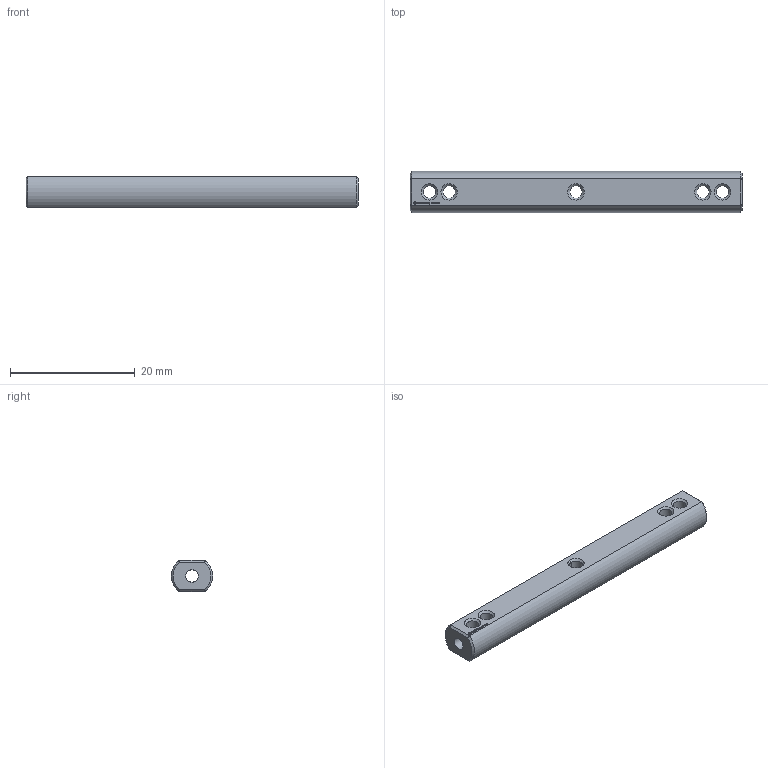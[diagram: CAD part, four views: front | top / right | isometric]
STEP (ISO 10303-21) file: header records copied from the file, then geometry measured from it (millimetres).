
FILE_DESCRIPTION(('FreeCAD Model'),'2;1');
FILE_NAME('Open CASCADE Shape Model','2024-02-04T22:16:11',(''),(''), 'Open CASCADE STEP processor 7.6','FreeCAD','Unknown');
FILE_SCHEMA(('AUTOMOTIVE_DESIGN { 1 0 10303 214 1 1 1 1 }'));
Length unit declared in the file: millimetre
Products named in the file (1): Shaft PLN BU04.25 - SPN-SFT-0017 (stemfie.org)
Bounding box: 53.12 x 6.6 x 5 mm (x, y, z)
Volume: 1343.1 mm3; surface area: 1476.5 mm2
Topology: 1 solids, 1 shells, 477 faces, 1333 edges, 878 vertices
Faces by surface type: plane 313, extrusion 128, cylinder 20, cone 16
Full cylindrical faces by diameter (mm): 2 x14
Entity records: 33469 total; most frequent: CARTESIAN_POINT 7279, DIRECTION 4295, VECTOR 3411, LINE 3283, ORIENTED_EDGE 2666, PCURVE 2666, DEFINITIONAL_REPRESENTATION 2666, EDGE_CURVE 1333
